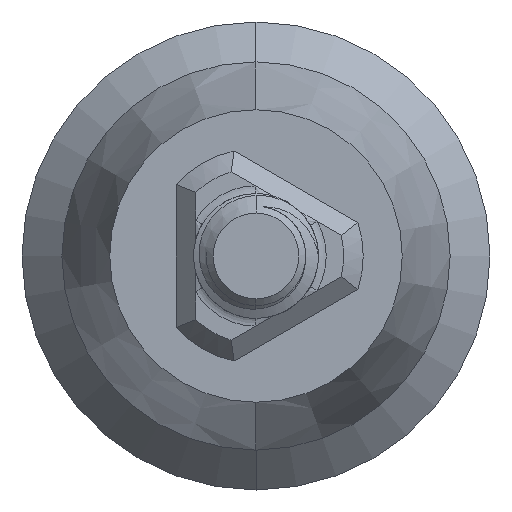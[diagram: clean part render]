
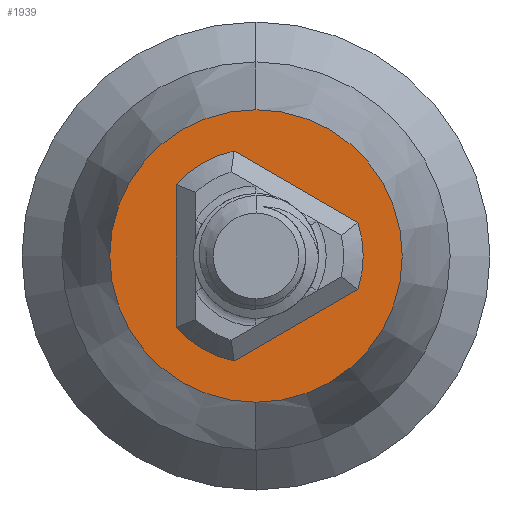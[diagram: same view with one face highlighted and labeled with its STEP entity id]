
A CAD part, left-side view. The second image highlights one B-rep face of the part: STEP entity #1939.
In plain terms, the highlighted planar face has unit normal (-1, 0, 0).
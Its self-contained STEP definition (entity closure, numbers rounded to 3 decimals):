
#217 = CIRCLE ( 'NONE', #2339, 2.75 ) ;
#258 = PLANE ( 'NONE',  #2880 ) ;
#277 = CARTESIAN_POINT ( 'NONE',  ( -60.5, 0., 3.75 ) ) ;
#327 = ORIENTED_EDGE ( 'NONE', *, *, #472, .F. ) ;
#330 = VERTEX_POINT ( 'NONE', #790 ) ;
#362 = VERTEX_POINT ( 'NONE', #2784 ) ;
#399 = CIRCLE ( 'NONE', #999, 2.75 ) ;
#404 = CIRCLE ( 'NONE', #3010, 3.75 ) ;
#453 = VERTEX_POINT ( 'NONE', #2615 ) ;
#472 = EDGE_CURVE ( 'NONE', #1075, #362, #3150, .T. ) ;
#508 = DIRECTION ( 'NONE',  ( 0., 0., -1. ) ) ;
#528 = CARTESIAN_POINT ( 'NONE',  ( -60.5, 0.562, -2.692 ) ) ;
#697 = VERTEX_POINT ( 'NONE', #277 ) ;
#790 = CARTESIAN_POINT ( 'NONE',  ( -60.5, 0.562, 2.692 ) ) ;
#851 = DIRECTION ( 'NONE',  ( 0., 0., -1. ) ) ;
#880 = EDGE_CURVE ( 'NONE', #2045, #330, #217, .T. ) ;
#957 = DIRECTION ( 'NONE',  ( 0., 0., -1. ) ) ;
#964 = DIRECTION ( 'NONE',  ( 0., 0., -1. ) ) ;
#967 = CARTESIAN_POINT ( 'NONE',  ( -60.5, 2.05, 1.833 ) ) ;
#996 = ORIENTED_EDGE ( 'NONE', *, *, #1961, .F. ) ;
#999 = AXIS2_PLACEMENT_3D ( 'NONE', #1088, #2479, #957 ) ;
#1069 = EDGE_CURVE ( 'NONE', #1075, #453, #3139, .T. ) ;
#1075 = VERTEX_POINT ( 'NONE', #528 ) ;
#1088 = CARTESIAN_POINT ( 'NONE',  ( -60.5, 0., 0. ) ) ;
#1168 = DIRECTION ( 'NONE',  ( -1., 0., 0. ) ) ;
#1176 = VECTOR ( 'NONE', #964, 1000. ) ;
#1244 = CARTESIAN_POINT ( 'NONE',  ( -60.5, 2.05, 0. ) ) ;
#1330 = ORIENTED_EDGE ( 'NONE', *, *, #1069, .T. ) ;
#1362 = DIRECTION ( 'NONE',  ( 1., 0., 0. ) ) ;
#1381 = VERTEX_POINT ( 'NONE', #2128 ) ;
#1527 = DIRECTION ( 'NONE',  ( 1., 0., 0. ) ) ;
#1623 = ORIENTED_EDGE ( 'NONE', *, *, #2825, .F. ) ;
#1671 = EDGE_LOOP ( 'NONE', ( #1623, #996 ) ) ;
#1804 = EDGE_CURVE ( 'NONE', #1381, #362, #399, .T. ) ;
#1838 = LINE ( 'NONE', #1244, #1176 ) ;
#1839 = CARTESIAN_POINT ( 'NONE',  ( -60.5, 0., 0. ) ) ;
#1858 = LINE ( 'NONE', #2448, #2858 ) ;
#1939 = ADVANCED_FACE ( 'NONE', ( #2313, #2570 ), #258, .T. ) ;
#1961 = EDGE_CURVE ( 'NONE', #697, #3359, #2096, .T. ) ;
#1968 = CARTESIAN_POINT ( 'NONE',  ( -60.5, 0., 0. ) ) ;
#2031 = CARTESIAN_POINT ( 'NONE',  ( -60.5, 0., 0. ) ) ;
#2045 = VERTEX_POINT ( 'NONE', #967 ) ;
#2096 = CIRCLE ( 'NONE', #3756, 3.75 ) ;
#2109 = DIRECTION ( 'NONE',  ( 0., 0.866, 0.5 ) ) ;
#2128 = CARTESIAN_POINT ( 'NONE',  ( -60.5, -2.612, 0.859 ) ) ;
#2130 = DIRECTION ( 'NONE',  ( 0., 0., -1. ) ) ;
#2166 = CARTESIAN_POINT ( 'NONE',  ( -60.5, 0., 0. ) ) ;
#2313 = FACE_BOUND ( 'NONE', #3281, .T. ) ;
#2315 = CARTESIAN_POINT ( 'NONE',  ( -60.5, 0., -3.75 ) ) ;
#2319 = CARTESIAN_POINT ( 'NONE',  ( -60.5, -1.025, -1.775 ) ) ;
#2339 = AXIS2_PLACEMENT_3D ( 'NONE', #1839, #1527, #3526 ) ;
#2341 = ORIENTED_EDGE ( 'NONE', *, *, #2743, .F. ) ;
#2350 = ORIENTED_EDGE ( 'NONE', *, *, #2781, .F. ) ;
#2448 = CARTESIAN_POINT ( 'NONE',  ( -60.5, -1.025, 1.775 ) ) ;
#2479 = DIRECTION ( 'NONE',  ( 1., 0., 0. ) ) ;
#2570 = FACE_OUTER_BOUND ( 'NONE', #1671, .T. ) ;
#2600 = ORIENTED_EDGE ( 'NONE', *, *, #880, .T. ) ;
#2615 = CARTESIAN_POINT ( 'NONE',  ( -60.5, 2.05, -1.833 ) ) ;
#2651 = VECTOR ( 'NONE', #3468, 1000. ) ;
#2653 = AXIS2_PLACEMENT_3D ( 'NONE', #1968, #1362, #508 ) ;
#2743 = EDGE_CURVE ( 'NONE', #1381, #330, #1858, .T. ) ;
#2781 = EDGE_CURVE ( 'NONE', #2045, #453, #1838, .T. ) ;
#2784 = CARTESIAN_POINT ( 'NONE',  ( -60.5, -2.612, -0.859 ) ) ;
#2825 = EDGE_CURVE ( 'NONE', #3359, #697, #404, .T. ) ;
#2858 = VECTOR ( 'NONE', #2109, 1000. ) ;
#2880 = AXIS2_PLACEMENT_3D ( 'NONE', #3732, #1168, #3749 ) ;
#3010 = AXIS2_PLACEMENT_3D ( 'NONE', #2166, #3646, #2130 ) ;
#3139 = CIRCLE ( 'NONE', #2653, 2.75 ) ;
#3150 = LINE ( 'NONE', #2319, #2651 ) ;
#3170 = ORIENTED_EDGE ( 'NONE', *, *, #1804, .T. ) ;
#3281 = EDGE_LOOP ( 'NONE', ( #2600, #2341, #3170, #327, #1330, #2350 ) ) ;
#3359 = VERTEX_POINT ( 'NONE', #2315 ) ;
#3463 = DIRECTION ( 'NONE',  ( 1., 0., 0. ) ) ;
#3468 = DIRECTION ( 'NONE',  ( 0., -0.866, 0.5 ) ) ;
#3526 = DIRECTION ( 'NONE',  ( 0., 0., -1. ) ) ;
#3646 = DIRECTION ( 'NONE',  ( 1., 0., 0. ) ) ;
#3732 = CARTESIAN_POINT ( 'NONE',  ( -60.5, 0., -3.75 ) ) ;
#3749 = DIRECTION ( 'NONE',  ( 0., 0., 1. ) ) ;
#3756 = AXIS2_PLACEMENT_3D ( 'NONE', #2031, #3463, #851 ) ;
